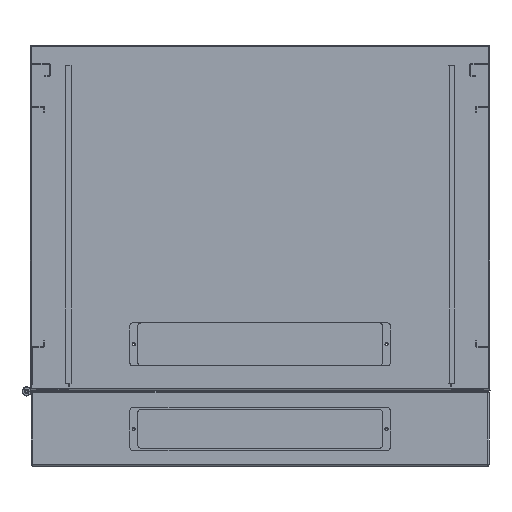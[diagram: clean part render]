
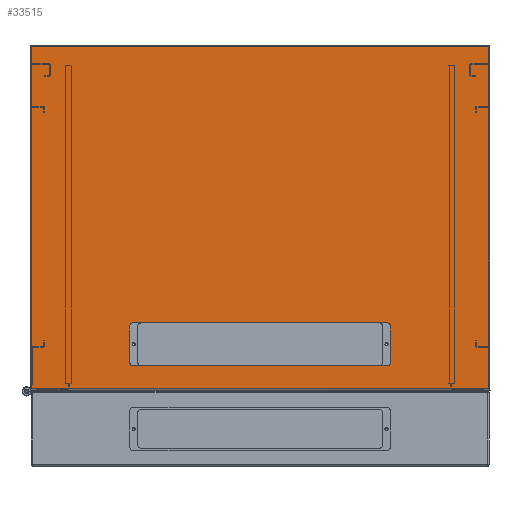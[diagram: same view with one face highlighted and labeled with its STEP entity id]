
A CAD part, front view. The second image highlights one B-rep face of the part: STEP entity #33515.
In plain terms, the highlighted face is planar.
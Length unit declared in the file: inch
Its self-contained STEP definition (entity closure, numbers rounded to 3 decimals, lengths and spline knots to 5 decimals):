
#281 = CARTESIAN_POINT ( 'NONE',  ( -6.29921, 7.28346, 2.3622 ) ) ;
#1928 = DIRECTION ( 'NONE',  ( 0., -1., 0. ) ) ;
#2517 = VERTEX_POINT ( 'NONE', #17261 ) ;
#2664 = AXIS2_PLACEMENT_3D ( 'NONE', #15723, #28390, #27049 ) ;
#3809 = ORIENTED_EDGE ( 'NONE', *, *, #16719, .T. ) ;
#4248 = LINE ( 'NONE', #14203, #6767 ) ;
#4615 = CARTESIAN_POINT ( 'NONE',  ( 6.49606, 7.28346, 2.29921 ) ) ;
#4701 = CARTESIAN_POINT ( 'NONE',  ( 11.74409, 7.28346, 0.06693 ) ) ;
#4886 = VERTEX_POINT ( 'NONE', #10870 ) ;
#5231 = CARTESIAN_POINT ( 'NONE',  ( -6.49606, 7.28346, 2.3622 ) ) ;
#5645 = ORIENTED_EDGE ( 'NONE', *, *, #9437, .F. ) ;
#5711 = EDGE_CURVE ( 'NONE', #35399, #15243, #23912, .T. ) ;
#6194 = DIRECTION ( 'NONE',  ( 0., 0., 1. ) ) ;
#6767 = VECTOR ( 'NONE', #13773, 39.37008 ) ;
#7201 = PLANE ( 'NONE',  #21132 ) ;
#7361 = CARTESIAN_POINT ( 'NONE',  ( 6.10236, 7.28346, 1.25984 ) ) ;
#7479 = CARTESIAN_POINT ( 'NONE',  ( 6.49606, 7.28346, 2.3622 ) ) ;
#7944 = CIRCLE ( 'NONE', #19899, 0.06299 ) ;
#8088 = CARTESIAN_POINT ( 'NONE',  ( 6.29921, 7.28346, 2.3622 ) ) ;
#8138 = ORIENTED_EDGE ( 'NONE', *, *, #12868, .T. ) ;
#8525 = DIRECTION ( 'NONE',  ( 0., 0., 1. ) ) ;
#8743 = ORIENTED_EDGE ( 'NONE', *, *, #25126, .T. ) ;
#8772 = DIRECTION ( 'NONE',  ( 0., -1., 0. ) ) ;
#9048 = DIRECTION ( 'NONE',  ( -1., 0., 0. ) ) ;
#9086 = CARTESIAN_POINT ( 'NONE',  ( -11.74409, 7.28346, 0. ) ) ;
#9437 = EDGE_CURVE ( 'NONE', #40029, #4886, #19234, .T. ) ;
#9596 = CIRCLE ( 'NONE', #15552, 0.06299 ) ;
#10870 = CARTESIAN_POINT ( 'NONE',  ( -11.74409, 7.28346, 0.06693 ) ) ;
#12440 = VERTEX_POINT ( 'NONE', #4615 ) ;
#12718 = CIRCLE ( 'NONE', #36017, 0.06299 ) ;
#12731 = EDGE_CURVE ( 'NONE', #22358, #12440, #12745, .T. ) ;
#12745 = CIRCLE ( 'NONE', #14703, 0.06299 ) ;
#12783 = CARTESIAN_POINT ( 'NONE',  ( 0., 7.28346, 1.25984 ) ) ;
#12868 = EDGE_CURVE ( 'NONE', #16611, #2517, #23864, .T. ) ;
#13013 = EDGE_LOOP ( 'NONE', ( #26512, #38807 ) ) ;
#13227 = CARTESIAN_POINT ( 'NONE',  ( -6.10236, 7.28346, 1.45669 ) ) ;
#13307 = DIRECTION ( 'NONE',  ( 0., -1., 0. ) ) ;
#13441 = EDGE_CURVE ( 'NONE', #12440, #22358, #12718, .T. ) ;
#13773 = DIRECTION ( 'NONE',  ( 1., 0., 0. ) ) ;
#13794 = ORIENTED_EDGE ( 'NONE', *, *, #36730, .F. ) ;
#13796 = FACE_OUTER_BOUND ( 'NONE', #23411, .T. ) ;
#13970 = VECTOR ( 'NONE', #23389, 39.37008 ) ;
#14132 = DIRECTION ( 'NONE',  ( 1., 0., 0. ) ) ;
#14199 = VERTEX_POINT ( 'NONE', #14524 ) ;
#14203 = CARTESIAN_POINT ( 'NONE',  ( 0., 7.28346, 3.46457 ) ) ;
#14446 = CARTESIAN_POINT ( 'NONE',  ( 11.74409, 7.28346, 17.64961 ) ) ;
#14524 = CARTESIAN_POINT ( 'NONE',  ( -6.10236, 7.28346, 3.46457 ) ) ;
#14703 = AXIS2_PLACEMENT_3D ( 'NONE', #7479, #13307, #16610 ) ;
#14958 = DIRECTION ( 'NONE',  ( 0., -1., 0. ) ) ;
#15243 = VERTEX_POINT ( 'NONE', #32792 ) ;
#15515 = AXIS2_PLACEMENT_3D ( 'NONE', #23948, #1928, #37448 ) ;
#15552 = AXIS2_PLACEMENT_3D ( 'NONE', #20471, #20679, #36472 ) ;
#15723 = CARTESIAN_POINT ( 'NONE',  ( 6.10236, 7.28346, 3.26772 ) ) ;
#16610 = DIRECTION ( 'NONE',  ( 0., 0., 1. ) ) ;
#16611 = VERTEX_POINT ( 'NONE', #27719 ) ;
#16719 = EDGE_CURVE ( 'NONE', #35399, #31251, #35210, .T. ) ;
#17116 = DIRECTION ( 'NONE',  ( 0., 0., 1. ) ) ;
#17261 = CARTESIAN_POINT ( 'NONE',  ( 6.29921, 7.28346, 1.45669 ) ) ;
#17795 = ORIENTED_EDGE ( 'NONE', *, *, #22688, .F. ) ;
#18760 = EDGE_LOOP ( 'NONE', ( #29742, #40973 ) ) ;
#18856 = DIRECTION ( 'NONE',  ( 0., 0., 1. ) ) ;
#19087 = ORIENTED_EDGE ( 'NONE', *, *, #36349, .F. ) ;
#19234 = LINE ( 'NONE', #26281, #32243 ) ;
#19237 = CIRCLE ( 'NONE', #2664, 0.19685 ) ;
#19343 = DIRECTION ( 'NONE',  ( 0., -1., 0. ) ) ;
#19782 = VECTOR ( 'NONE', #35814, 39.37008 ) ;
#19856 = DIRECTION ( 'NONE',  ( 0., 1., 0. ) ) ;
#19882 = LINE ( 'NONE', #26300, #13970 ) ;
#19899 = AXIS2_PLACEMENT_3D ( 'NONE', #5231, #14958, #8525 ) ;
#20347 = DIRECTION ( 'NONE',  ( 0., 0., -1. ) ) ;
#20471 = CARTESIAN_POINT ( 'NONE',  ( -6.49606, 7.28346, 2.3622 ) ) ;
#20679 = DIRECTION ( 'NONE',  ( 0., -1., 0. ) ) ;
#21080 = ORIENTED_EDGE ( 'NONE', *, *, #29634, .F. ) ;
#21132 = AXIS2_PLACEMENT_3D ( 'NONE', #35650, #19856, #17116 ) ;
#21165 = VERTEX_POINT ( 'NONE', #32057 ) ;
#21346 = VECTOR ( 'NONE', #20347, 39.37008 ) ;
#21436 = DIRECTION ( 'NONE',  ( 0., 0., 1. ) ) ;
#22358 = VERTEX_POINT ( 'NONE', #31171 ) ;
#22514 = VECTOR ( 'NONE', #14132, 39.37008 ) ;
#22688 = EDGE_CURVE ( 'NONE', #4886, #31617, #37544, .T. ) ;
#23389 = DIRECTION ( 'NONE',  ( 0., 0., -1. ) ) ;
#23411 = EDGE_LOOP ( 'NONE', ( #21080, #13794, #17795, #5645 ) ) ;
#23675 = EDGE_CURVE ( 'NONE', #21165, #27423, #9596, .T. ) ;
#23864 = LINE ( 'NONE', #8088, #21346 ) ;
#23912 = CIRCLE ( 'NONE', #24571, 0.19685 ) ;
#23948 = CARTESIAN_POINT ( 'NONE',  ( -6.10236, 7.28346, 3.26772 ) ) ;
#24565 = CARTESIAN_POINT ( 'NONE',  ( 6.10236, 7.28346, 1.45669 ) ) ;
#24571 = AXIS2_PLACEMENT_3D ( 'NONE', #13227, #38362, #6194 ) ;
#25018 = VERTEX_POINT ( 'NONE', #14446 ) ;
#25110 = VERTEX_POINT ( 'NONE', #28571 ) ;
#25126 = EDGE_CURVE ( 'NONE', #36326, #15243, #34193, .T. ) ;
#26079 = VECTOR ( 'NONE', #18856, 39.37008 ) ;
#26174 = ORIENTED_EDGE ( 'NONE', *, *, #37799, .T. ) ;
#26281 = CARTESIAN_POINT ( 'NONE',  ( -11.76378, 7.28346, 0.06693 ) ) ;
#26300 = CARTESIAN_POINT ( 'NONE',  ( 11.74409, 7.28346, 0. ) ) ;
#26512 = ORIENTED_EDGE ( 'NONE', *, *, #12731, .F. ) ;
#27049 = DIRECTION ( 'NONE',  ( 0., 0., 1. ) ) ;
#27184 = CARTESIAN_POINT ( 'NONE',  ( -6.29921, 7.28346, 3.26772 ) ) ;
#27423 = VERTEX_POINT ( 'NONE', #30417 ) ;
#27719 = CARTESIAN_POINT ( 'NONE',  ( 6.29921, 7.28346, 3.26772 ) ) ;
#28390 = DIRECTION ( 'NONE',  ( 0., -1., 0. ) ) ;
#28571 = CARTESIAN_POINT ( 'NONE',  ( 6.10236, 7.28346, 3.46457 ) ) ;
#29607 = FACE_BOUND ( 'NONE', #13013, .T. ) ;
#29634 = EDGE_CURVE ( 'NONE', #25018, #40029, #19882, .T. ) ;
#29742 = ORIENTED_EDGE ( 'NONE', *, *, #35989, .F. ) ;
#30333 = ORIENTED_EDGE ( 'NONE', *, *, #36583, .F. ) ;
#30417 = CARTESIAN_POINT ( 'NONE',  ( -6.49606, 7.28346, 2.4252 ) ) ;
#31171 = CARTESIAN_POINT ( 'NONE',  ( 6.49606, 7.28346, 2.4252 ) ) ;
#31251 = VERTEX_POINT ( 'NONE', #27184 ) ;
#31305 = ORIENTED_EDGE ( 'NONE', *, *, #40470, .F. ) ;
#31617 = VERTEX_POINT ( 'NONE', #34411 ) ;
#31923 = DIRECTION ( 'NONE',  ( -1., 0., 0. ) ) ;
#32057 = CARTESIAN_POINT ( 'NONE',  ( -6.49606, 7.28346, 2.29921 ) ) ;
#32243 = VECTOR ( 'NONE', #31923, 39.37008 ) ;
#32468 = AXIS2_PLACEMENT_3D ( 'NONE', #24565, #8772, #21436 ) ;
#32792 = CARTESIAN_POINT ( 'NONE',  ( -6.10236, 7.28346, 1.25984 ) ) ;
#32934 = FACE_BOUND ( 'NONE', #33644, .T. ) ;
#33456 = LINE ( 'NONE', #39474, #22514 ) ;
#33515 = ADVANCED_FACE ( 'NONE', ( #39552, #32934, #29607, #13796 ), #7201, .F. ) ;
#33644 = EDGE_LOOP ( 'NONE', ( #3809, #31305, #26174, #19087, #8138, #30333, #8743, #36742 ) ) ;
#34081 = CIRCLE ( 'NONE', #15515, 0.19685 ) ;
#34193 = LINE ( 'NONE', #12783, #35460 ) ;
#34411 = CARTESIAN_POINT ( 'NONE',  ( -11.74409, 7.28346, 17.64961 ) ) ;
#35210 = LINE ( 'NONE', #281, #19782 ) ;
#35399 = VERTEX_POINT ( 'NONE', #37534 ) ;
#35460 = VECTOR ( 'NONE', #9048, 39.37008 ) ;
#35650 = CARTESIAN_POINT ( 'NONE',  ( -11.76378, 7.28346, 0. ) ) ;
#35814 = DIRECTION ( 'NONE',  ( 0., 0., 1. ) ) ;
#35989 = EDGE_CURVE ( 'NONE', #27423, #21165, #7944, .T. ) ;
#36017 = AXIS2_PLACEMENT_3D ( 'NONE', #37828, #19343, #40928 ) ;
#36326 = VERTEX_POINT ( 'NONE', #7361 ) ;
#36349 = EDGE_CURVE ( 'NONE', #16611, #25110, #19237, .T. ) ;
#36415 = CIRCLE ( 'NONE', #32468, 0.19685 ) ;
#36472 = DIRECTION ( 'NONE',  ( 0., 0., 1. ) ) ;
#36583 = EDGE_CURVE ( 'NONE', #36326, #2517, #36415, .T. ) ;
#36730 = EDGE_CURVE ( 'NONE', #31617, #25018, #33456, .T. ) ;
#36742 = ORIENTED_EDGE ( 'NONE', *, *, #5711, .F. ) ;
#37448 = DIRECTION ( 'NONE',  ( 0., 0., 1. ) ) ;
#37534 = CARTESIAN_POINT ( 'NONE',  ( -6.29921, 7.28346, 1.45669 ) ) ;
#37544 = LINE ( 'NONE', #9086, #26079 ) ;
#37799 = EDGE_CURVE ( 'NONE', #14199, #25110, #4248, .T. ) ;
#37828 = CARTESIAN_POINT ( 'NONE',  ( 6.49606, 7.28346, 2.3622 ) ) ;
#38362 = DIRECTION ( 'NONE',  ( 0., -1., 0. ) ) ;
#38807 = ORIENTED_EDGE ( 'NONE', *, *, #13441, .F. ) ;
#39474 = CARTESIAN_POINT ( 'NONE',  ( -11.76378, 7.28346, 17.64961 ) ) ;
#39552 = FACE_BOUND ( 'NONE', #18760, .T. ) ;
#40029 = VERTEX_POINT ( 'NONE', #4701 ) ;
#40470 = EDGE_CURVE ( 'NONE', #14199, #31251, #34081, .T. ) ;
#40928 = DIRECTION ( 'NONE',  ( 0., 0., 1. ) ) ;
#40973 = ORIENTED_EDGE ( 'NONE', *, *, #23675, .F. ) ;
